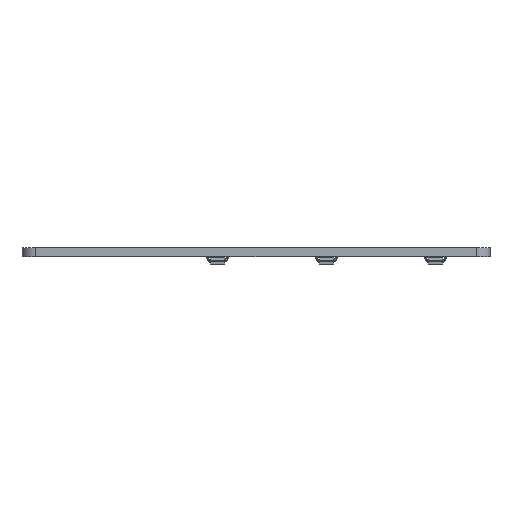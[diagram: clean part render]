
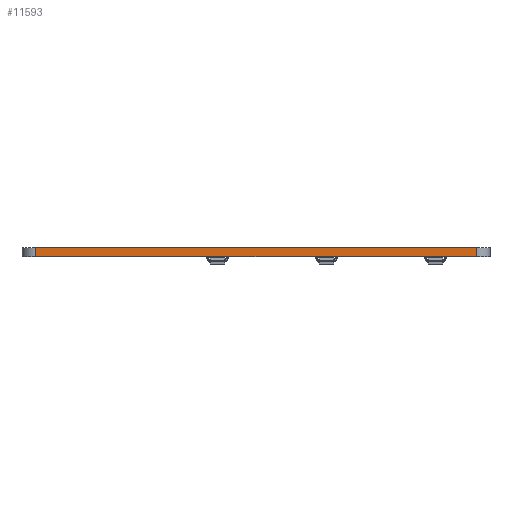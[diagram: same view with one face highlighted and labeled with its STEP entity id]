
A CAD part, left-side view. The second image highlights one B-rep face of the part: STEP entity #11593.
In plain terms, the highlighted planar face has unit normal (-1, 0, 0).
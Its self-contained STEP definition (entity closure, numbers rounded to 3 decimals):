
#4327 = PLANE('',#4328);
#4328 = AXIS2_PLACEMENT_3D('',#4329,#4330,#4331);
#4329 = CARTESIAN_POINT('',(90.091,-72.628,1.6));
#4330 = DIRECTION('',(0.,0.,1.));
#4331 = DIRECTION('',(1.,0.,0.));
#4381 = PLANE('',#4382);
#4382 = AXIS2_PLACEMENT_3D('',#4383,#4384,#4385);
#4383 = CARTESIAN_POINT('',(90.091,-72.628,0.));
#4384 = DIRECTION('',(0.,0.,1.));
#4385 = DIRECTION('',(1.,0.,0.));
#4578 = VERTEX_POINT('',#4579);
#4579 = CARTESIAN_POINT('',(30.163,-34.131,0.));
#4594 = CYLINDRICAL_SURFACE('',#4595,2.381);
#4595 = AXIS2_PLACEMENT_3D('',#4596,#4597,#4598);
#4596 = CARTESIAN_POINT('',(32.544,-34.131,0.));
#4597 = DIRECTION('',(0.,0.,-1.));
#4598 = DIRECTION('',(1.,0.,0.));
#4606 = EDGE_CURVE('',#4578,#4607,#4609,.T.);
#4607 = VERTEX_POINT('',#4608);
#4608 = CARTESIAN_POINT('',(30.163,-111.125,0.));
#4609 = SURFACE_CURVE('',#4610,(#4614,#4621),.PCURVE_S1.);
#4610 = LINE('',#4611,#4612);
#4611 = CARTESIAN_POINT('',(30.163,-34.131,0.));
#4612 = VECTOR('',#4613,1.);
#4613 = DIRECTION('',(0.,-1.,0.));
#4614 = PCURVE('',#4381,#4615);
#4615 = DEFINITIONAL_REPRESENTATION('',(#4616),#4620);
#4616 = LINE('',#4617,#4618);
#4617 = CARTESIAN_POINT('',(-59.928,38.497));
#4618 = VECTOR('',#4619,1.);
#4619 = DIRECTION('',(0.,-1.));
#4620 = ( GEOMETRIC_REPRESENTATION_CONTEXT(2) 
PARAMETRIC_REPRESENTATION_CONTEXT() REPRESENTATION_CONTEXT('2D SPACE',''
  ) );
#4621 = PCURVE('',#4622,#4627);
#4622 = PLANE('',#4623);
#4623 = AXIS2_PLACEMENT_3D('',#4624,#4625,#4626);
#4624 = CARTESIAN_POINT('',(30.163,-34.131,0.));
#4625 = DIRECTION('',(1.,0.,0.));
#4626 = DIRECTION('',(0.,-1.,0.));
#4627 = DEFINITIONAL_REPRESENTATION('',(#4628),#4632);
#4628 = LINE('',#4629,#4630);
#4629 = CARTESIAN_POINT('',(0.,0.));
#4630 = VECTOR('',#4631,1.);
#4631 = DIRECTION('',(1.,0.));
#4632 = ( GEOMETRIC_REPRESENTATION_CONTEXT(2) 
PARAMETRIC_REPRESENTATION_CONTEXT() REPRESENTATION_CONTEXT('2D SPACE',''
  ) );
#4651 = CYLINDRICAL_SURFACE('',#4652,2.381);
#4652 = AXIS2_PLACEMENT_3D('',#4653,#4654,#4655);
#4653 = CARTESIAN_POINT('',(32.544,-111.125,0.));
#4654 = DIRECTION('',(0.,0.,-1.));
#4655 = DIRECTION('',(1.,0.,0.));
#8354 = VERTEX_POINT('',#8355);
#8355 = CARTESIAN_POINT('',(30.163,-34.131,1.6));
#8377 = EDGE_CURVE('',#8354,#8378,#8380,.T.);
#8378 = VERTEX_POINT('',#8379);
#8379 = CARTESIAN_POINT('',(30.163,-111.125,1.6));
#8380 = SURFACE_CURVE('',#8381,(#8385,#8392),.PCURVE_S1.);
#8381 = LINE('',#8382,#8383);
#8382 = CARTESIAN_POINT('',(30.163,-34.131,1.6));
#8383 = VECTOR('',#8384,1.);
#8384 = DIRECTION('',(0.,-1.,0.));
#8385 = PCURVE('',#4327,#8386);
#8386 = DEFINITIONAL_REPRESENTATION('',(#8387),#8391);
#8387 = LINE('',#8388,#8389);
#8388 = CARTESIAN_POINT('',(-59.928,38.497));
#8389 = VECTOR('',#8390,1.);
#8390 = DIRECTION('',(0.,-1.));
#8391 = ( GEOMETRIC_REPRESENTATION_CONTEXT(2) 
PARAMETRIC_REPRESENTATION_CONTEXT() REPRESENTATION_CONTEXT('2D SPACE',''
  ) );
#8392 = PCURVE('',#4622,#8393);
#8393 = DEFINITIONAL_REPRESENTATION('',(#8394),#8398);
#8394 = LINE('',#8395,#8396);
#8395 = CARTESIAN_POINT('',(0.,-1.6));
#8396 = VECTOR('',#8397,1.);
#8397 = DIRECTION('',(1.,0.));
#8398 = ( GEOMETRIC_REPRESENTATION_CONTEXT(2) 
PARAMETRIC_REPRESENTATION_CONTEXT() REPRESENTATION_CONTEXT('2D SPACE',''
  ) );
#11543 = EDGE_CURVE('',#4607,#8378,#11544,.T.);
#11544 = SURFACE_CURVE('',#11545,(#11549,#11556),.PCURVE_S1.);
#11545 = LINE('',#11546,#11547);
#11546 = CARTESIAN_POINT('',(30.163,-111.125,0.));
#11547 = VECTOR('',#11548,1.);
#11548 = DIRECTION('',(0.,0.,1.));
#11549 = PCURVE('',#4651,#11550);
#11550 = DEFINITIONAL_REPRESENTATION('',(#11551),#11555);
#11551 = LINE('',#11552,#11553);
#11552 = CARTESIAN_POINT('',(-3.142,0.));
#11553 = VECTOR('',#11554,1.);
#11554 = DIRECTION('',(0.,-1.));
#11555 = ( GEOMETRIC_REPRESENTATION_CONTEXT(2) 
PARAMETRIC_REPRESENTATION_CONTEXT() REPRESENTATION_CONTEXT('2D SPACE',''
  ) );
#11556 = PCURVE('',#4622,#11557);
#11557 = DEFINITIONAL_REPRESENTATION('',(#11558),#11562);
#11558 = LINE('',#11559,#11560);
#11559 = CARTESIAN_POINT('',(76.994,0.));
#11560 = VECTOR('',#11561,1.);
#11561 = DIRECTION('',(0.,-1.));
#11562 = ( GEOMETRIC_REPRESENTATION_CONTEXT(2) 
PARAMETRIC_REPRESENTATION_CONTEXT() REPRESENTATION_CONTEXT('2D SPACE',''
  ) );
#11572 = EDGE_CURVE('',#4578,#8354,#11573,.T.);
#11573 = SURFACE_CURVE('',#11574,(#11578,#11585),.PCURVE_S1.);
#11574 = LINE('',#11575,#11576);
#11575 = CARTESIAN_POINT('',(30.163,-34.131,0.));
#11576 = VECTOR('',#11577,1.);
#11577 = DIRECTION('',(0.,0.,1.));
#11578 = PCURVE('',#4594,#11579);
#11579 = DEFINITIONAL_REPRESENTATION('',(#11580),#11584);
#11580 = LINE('',#11581,#11582);
#11581 = CARTESIAN_POINT('',(-3.142,0.));
#11582 = VECTOR('',#11583,1.);
#11583 = DIRECTION('',(0.,-1.));
#11584 = ( GEOMETRIC_REPRESENTATION_CONTEXT(2) 
PARAMETRIC_REPRESENTATION_CONTEXT() REPRESENTATION_CONTEXT('2D SPACE',''
  ) );
#11585 = PCURVE('',#4622,#11586);
#11586 = DEFINITIONAL_REPRESENTATION('',(#11587),#11591);
#11587 = LINE('',#11588,#11589);
#11588 = CARTESIAN_POINT('',(0.,0.));
#11589 = VECTOR('',#11590,1.);
#11590 = DIRECTION('',(0.,-1.));
#11591 = ( GEOMETRIC_REPRESENTATION_CONTEXT(2) 
PARAMETRIC_REPRESENTATION_CONTEXT() REPRESENTATION_CONTEXT('2D SPACE',''
  ) );
#11593 = ADVANCED_FACE('',(#11594),#4622,.F.);
#11594 = FACE_BOUND('',#11595,.F.);
#11595 = EDGE_LOOP('',(#11596,#11597,#11598,#11599));
#11596 = ORIENTED_EDGE('',*,*,#11572,.T.);
#11597 = ORIENTED_EDGE('',*,*,#8377,.T.);
#11598 = ORIENTED_EDGE('',*,*,#11543,.F.);
#11599 = ORIENTED_EDGE('',*,*,#4606,.F.);
